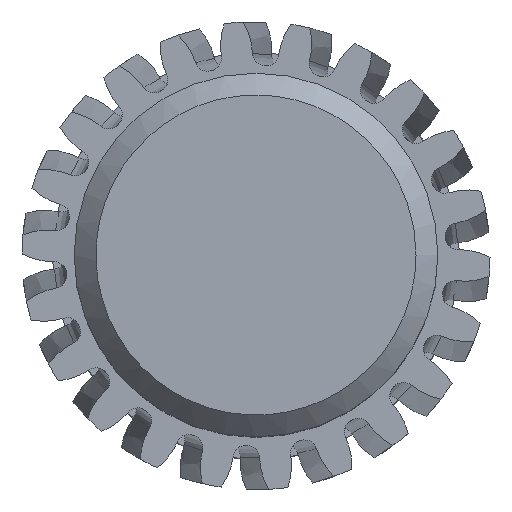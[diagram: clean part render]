
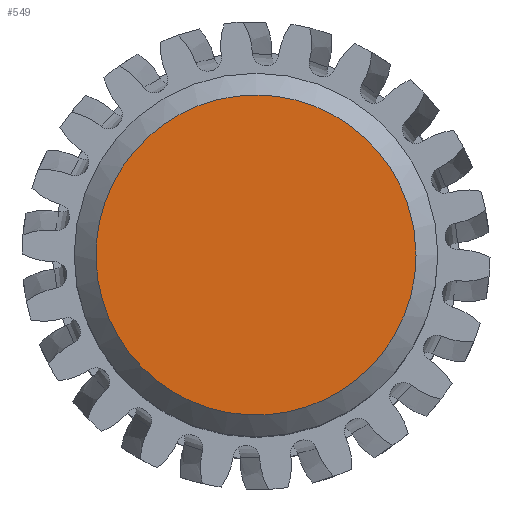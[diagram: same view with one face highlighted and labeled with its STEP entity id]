
A CAD part, top view. The second image highlights one B-rep face of the part: STEP entity #549.
In plain terms, the highlighted planar face has unit normal (0, 0, 1).
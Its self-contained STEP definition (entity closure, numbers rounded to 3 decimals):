
#226=PLANE('',#2888);
#369=FACE_OUTER_BOUND('',#1005,.T.);
#549=ADVANCED_FACE('0',(#369),#226,.T.);
#820=B_SPLINE_CURVE_WITH_KNOTS('',3,(#6759,#6760,#6761,#6762,#6763,#6764,
#6765,#6766,#6767,#6768,#6769,#6770,#6771,#6772,#6773,#6774,#6775,#6776,
#6777,#6778,#6779,#6780,#6781,#6782,#6783,#6784,#6785,#6786,#6787,#6788,
#6789,#6790,#6791,#6792,#6793,#6794,#6795,#6796,#6797,#6798,#6799,#6800,
#6801,#6802,#6803,#6804,#6805,#6806,#6807),.UNSPECIFIED.,.T.,.F.,(1,3,3,
3,3,3,3,3,3,3,3,3,3,3,3,3,3,3,1),(-0.063,0.,0.063,0.125,0.188,0.25,0.313,
0.375,0.438,0.5,0.563,0.625,0.688,0.75,0.813,0.875,0.938,1.,1.063),
 .UNSPECIFIED.);
#1005=EDGE_LOOP('',(#1827));
#1827=ORIENTED_EDGE('',*,*,#2516,.T.);
#2105=VERTEX_POINT('',#6808);
#2516=EDGE_CURVE('',#2105,#2105,#820,.T.);
#2888=AXIS2_PLACEMENT_3D('',#6814,#3433,#3434);
#3433=DIRECTION('',(0.,0.,1.));
#3434=DIRECTION('',(1.,0.,0.));
#6759=CARTESIAN_POINT('',(65.995,-0.023,355.));
#6760=CARTESIAN_POINT('',(65.995,8.623,355.));
#6761=CARTESIAN_POINT('',(64.279,17.247,355.));
#6762=CARTESIAN_POINT('',(60.971,25.234,355.));
#6763=CARTESIAN_POINT('',(57.662,33.221,355.));
#6764=CARTESIAN_POINT('',(52.776,40.533,355.));
#6765=CARTESIAN_POINT('',(46.664,46.646,355.));
#6766=CARTESIAN_POINT('',(40.551,52.759,355.));
#6767=CARTESIAN_POINT('',(33.238,57.645,355.));
#6768=CARTESIAN_POINT('',(25.252,60.953,355.));
#6769=CARTESIAN_POINT('',(17.265,64.261,355.));
#6770=CARTESIAN_POINT('',(8.639,65.977,355.));
#6771=CARTESIAN_POINT('',(-0.005,65.977,355.));
#6772=CARTESIAN_POINT('',(-8.65,65.977,355.));
#6773=CARTESIAN_POINT('',(-17.276,64.261,355.));
#6774=CARTESIAN_POINT('',(-25.263,60.953,355.));
#6775=CARTESIAN_POINT('',(-33.249,57.645,355.));
#6776=CARTESIAN_POINT('',(-40.562,52.759,355.));
#6777=CARTESIAN_POINT('',(-46.675,46.646,355.));
#6778=CARTESIAN_POINT('',(-52.788,40.533,355.));
#6779=CARTESIAN_POINT('',(-57.673,33.221,355.));
#6780=CARTESIAN_POINT('',(-60.982,25.234,355.));
#6781=CARTESIAN_POINT('',(-64.29,17.247,355.));
#6782=CARTESIAN_POINT('',(-66.005,8.622,355.));
#6783=CARTESIAN_POINT('',(-66.005,-0.023,355.));
#6784=CARTESIAN_POINT('',(-66.006,-8.668,355.));
#6785=CARTESIAN_POINT('',(-64.29,-17.293,355.));
#6786=CARTESIAN_POINT('',(-60.982,-25.28,355.));
#6787=CARTESIAN_POINT('',(-57.673,-33.267,355.));
#6788=CARTESIAN_POINT('',(-52.787,-40.579,355.));
#6789=CARTESIAN_POINT('',(-46.675,-46.692,355.));
#6790=CARTESIAN_POINT('',(-40.562,-52.805,355.));
#6791=CARTESIAN_POINT('',(-33.25,-57.691,355.));
#6792=CARTESIAN_POINT('',(-25.263,-60.999,355.));
#6793=CARTESIAN_POINT('',(-17.276,-64.307,355.));
#6794=CARTESIAN_POINT('',(-8.65,-66.023,355.));
#6795=CARTESIAN_POINT('',(-0.005,-66.023,355.));
#6796=CARTESIAN_POINT('',(8.64,-66.023,355.));
#6797=CARTESIAN_POINT('',(17.265,-64.307,355.));
#6798=CARTESIAN_POINT('',(25.252,-60.999,355.));
#6799=CARTESIAN_POINT('',(33.239,-57.691,355.));
#6800=CARTESIAN_POINT('',(40.551,-52.805,355.));
#6801=CARTESIAN_POINT('',(46.664,-46.692,355.));
#6802=CARTESIAN_POINT('',(52.777,-40.579,355.));
#6803=CARTESIAN_POINT('',(57.662,-33.267,355.));
#6804=CARTESIAN_POINT('',(60.971,-25.28,355.));
#6805=CARTESIAN_POINT('',(64.279,-17.293,355.));
#6806=CARTESIAN_POINT('',(65.995,-8.67,355.));
#6807=CARTESIAN_POINT('',(65.995,-0.023,355.));
#6808=CARTESIAN_POINT('',(65.995,-0.023,355.));
#6814=CARTESIAN_POINT('',(-0.005,-0.023,355.));
